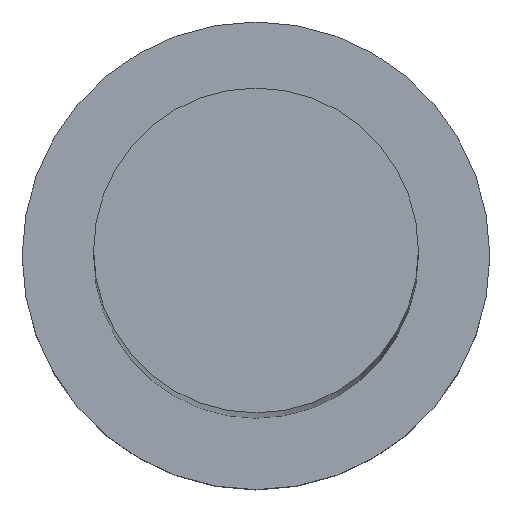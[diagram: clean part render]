
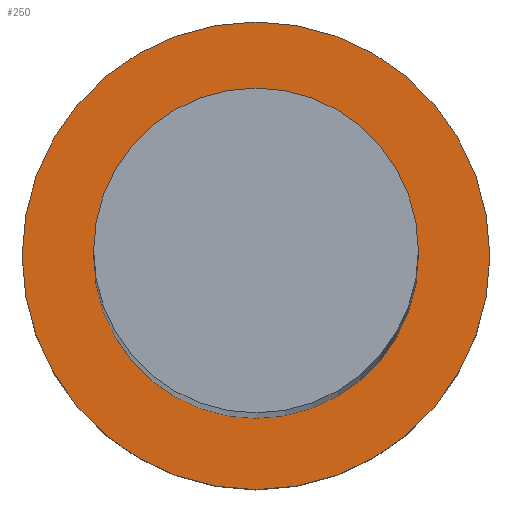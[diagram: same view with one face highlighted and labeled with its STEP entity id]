
A CAD part, top view. The second image highlights one B-rep face of the part: STEP entity #250.
In plain terms, the highlighted planar face has unit normal (0, 0, 1).
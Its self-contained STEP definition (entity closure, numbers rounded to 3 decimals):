
#13 = DIRECTION ( 'NONE',  ( 1., 0., 0. ) ) ;
#21 = PLANE ( 'NONE',  #133 ) ;
#23 = VERTEX_POINT ( 'NONE', #27 ) ;
#26 = EDGE_LOOP ( 'NONE', ( #145, #44 ) ) ;
#27 = CARTESIAN_POINT ( 'NONE',  ( -6.25, 0., 7. ) ) ;
#34 = FACE_BOUND ( 'NONE', #225, .T. ) ;
#44 = ORIENTED_EDGE ( 'NONE', *, *, #111, .T. ) ;
#46 = VERTEX_POINT ( 'NONE', #73 ) ;
#49 = AXIS2_PLACEMENT_3D ( 'NONE', #251, #190, #148 ) ;
#51 = DIRECTION ( 'NONE',  ( 1., 0., 0. ) ) ;
#60 = FACE_OUTER_BOUND ( 'NONE', #26, .T. ) ;
#63 = AXIS2_PLACEMENT_3D ( 'NONE', #127, #174, #13 ) ;
#72 = CIRCLE ( 'NONE', #200, 9. ) ;
#73 = CARTESIAN_POINT ( 'NONE',  ( 9., 0., 7. ) ) ;
#91 = CIRCLE ( 'NONE', #63, 9. ) ;
#94 = CIRCLE ( 'NONE', #49, 6.25 ) ;
#102 = ORIENTED_EDGE ( 'NONE', *, *, #151, .F. ) ;
#111 = EDGE_CURVE ( 'NONE', #46, #247, #91, .T. ) ;
#115 = DIRECTION ( 'NONE',  ( 0., 0., 1. ) ) ;
#116 = CARTESIAN_POINT ( 'NONE',  ( 0., 0., 7. ) ) ;
#118 = DIRECTION ( 'NONE',  ( 1., 0., 0. ) ) ;
#122 = VERTEX_POINT ( 'NONE', #152 ) ;
#123 = EDGE_CURVE ( 'NONE', #23, #122, #94, .T. ) ;
#127 = CARTESIAN_POINT ( 'NONE',  ( 0., 0., 7. ) ) ;
#130 = DIRECTION ( 'NONE',  ( 1., 0., 0. ) ) ;
#131 = CARTESIAN_POINT ( 'NONE',  ( 0., 0., 7. ) ) ;
#133 = AXIS2_PLACEMENT_3D ( 'NONE', #116, #240, #118 ) ;
#145 = ORIENTED_EDGE ( 'NONE', *, *, #183, .T. ) ;
#148 = DIRECTION ( 'NONE',  ( 1., 0., 0. ) ) ;
#151 = EDGE_CURVE ( 'NONE', #122, #23, #246, .T. ) ;
#152 = CARTESIAN_POINT ( 'NONE',  ( 6.25, 0., 7. ) ) ;
#172 = AXIS2_PLACEMENT_3D ( 'NONE', #252, #232, #130 ) ;
#174 = DIRECTION ( 'NONE',  ( 0., 0., 1. ) ) ;
#183 = EDGE_CURVE ( 'NONE', #247, #46, #72, .T. ) ;
#186 = ORIENTED_EDGE ( 'NONE', *, *, #123, .F. ) ;
#190 = DIRECTION ( 'NONE',  ( 0., 0., 1. ) ) ;
#200 = AXIS2_PLACEMENT_3D ( 'NONE', #131, #115, #51 ) ;
#217 = CARTESIAN_POINT ( 'NONE',  ( -9., 0., 7. ) ) ;
#225 = EDGE_LOOP ( 'NONE', ( #186, #102 ) ) ;
#232 = DIRECTION ( 'NONE',  ( 0., 0., 1. ) ) ;
#240 = DIRECTION ( 'NONE',  ( 0., 0., 1. ) ) ;
#246 = CIRCLE ( 'NONE', #172, 6.25 ) ;
#247 = VERTEX_POINT ( 'NONE', #217 ) ;
#250 = ADVANCED_FACE ( 'NONE', ( #34, #60 ), #21, .T. ) ;
#251 = CARTESIAN_POINT ( 'NONE',  ( 0., 0., 7. ) ) ;
#252 = CARTESIAN_POINT ( 'NONE',  ( 0., 0., 7. ) ) ;
